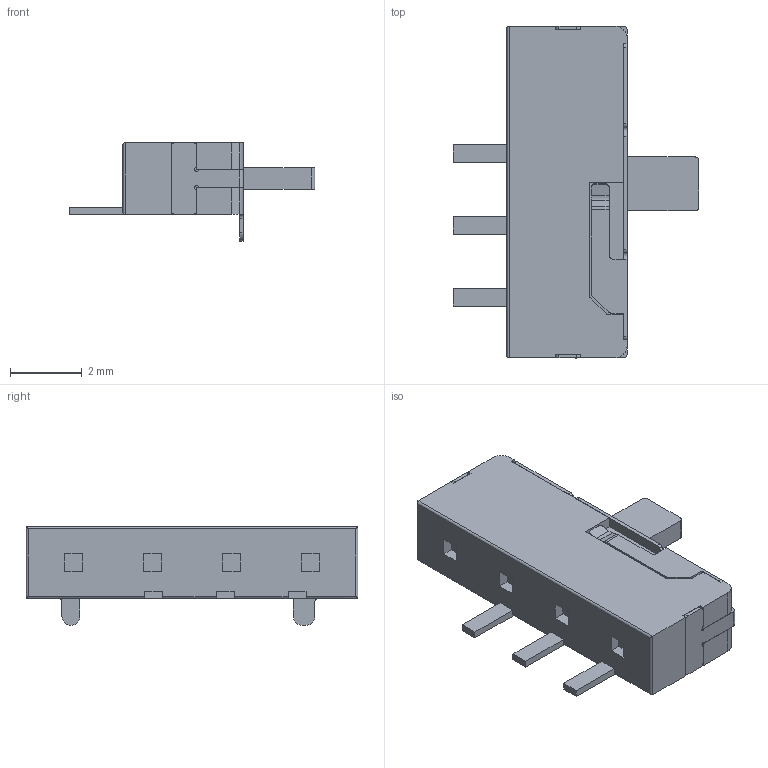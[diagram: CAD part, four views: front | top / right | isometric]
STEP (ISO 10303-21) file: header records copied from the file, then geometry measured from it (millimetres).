
FILE_DESCRIPTION(/* description */ ('STEP AP214'),/* implementation_level */ '2;1');
FILE_NAME(/* name */ 'K3-1270S-F2.step',/* time_stamp */ '2024-11-12T22:49:53+01:00',/* author */ (''),/* organization */ (''),/* preprocessor_version */ 'ST-DEVELOPER v20',/* originating_system */ 'Autodesk Translation Framework v13.20.0.188',/* authorisation */ '');
FILE_SCHEMA (('AUTOMOTIVE_DESIGN { 1 0 10303 214 3 1 1 }'));
Length unit declared in the file: millimetre
Products named in the file (1): SW-TH_K3-1270S-F2
Bounding box: 6.85 x 9.25 x 2.75 mm (x, y, z)
Volume: 62.7 mm3; surface area: 180.4 mm2
Topology: 5 solids, 5 shells, 238 faces, 653 edges, 431 vertices
Faces by surface type: plane 153, cylinder 85
Entity records: 7698 total; most frequent: CARTESIAN_POINT 1323, ORIENTED_EDGE 1306, DIRECTION 1297, EDGE_CURVE 653, LINE 487, VECTOR 487, VERTEX_POINT 431, AXIS2_PLACEMENT_3D 405
